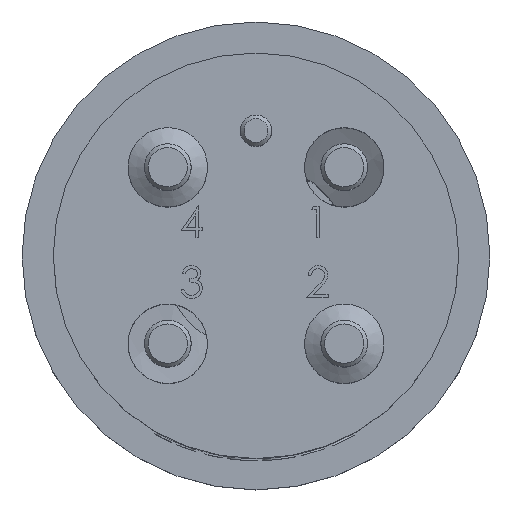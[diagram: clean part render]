
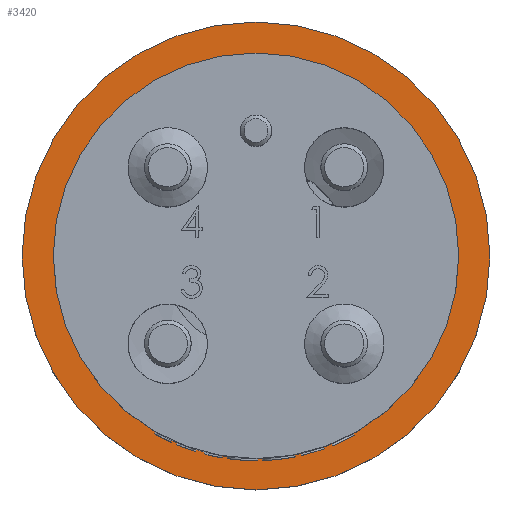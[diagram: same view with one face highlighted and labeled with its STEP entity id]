
A CAD part, top view. The second image highlights one B-rep face of the part: STEP entity #3420.
In plain terms, the highlighted planar face has unit normal (0, 0, 1).
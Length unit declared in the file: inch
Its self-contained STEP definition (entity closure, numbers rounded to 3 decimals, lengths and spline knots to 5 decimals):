
#38=FACE_BOUND('',#790,.T.);
#372=CIRCLE('',#3625,0.9375);
#373=CIRCLE('',#3626,0.9375);
#374=CIRCLE('',#3627,0.8125);
#375=CIRCLE('',#3628,0.8125);
#592=FACE_OUTER_BOUND('',#789,.T.);
#789=EDGE_LOOP('',(#2887,#2888));
#790=EDGE_LOOP('',(#2889,#2890));
#1628=VERTEX_POINT('',#20806);
#1629=VERTEX_POINT('',#20807);
#1630=VERTEX_POINT('',#20810);
#1631=VERTEX_POINT('',#20811);
#2108=EDGE_CURVE('',#1628,#1629,#372,.T.);
#2109=EDGE_CURVE('',#1629,#1628,#373,.T.);
#2110=EDGE_CURVE('',#1630,#1631,#374,.T.);
#2111=EDGE_CURVE('',#1631,#1630,#375,.T.);
#2887=ORIENTED_EDGE('',*,*,#2108,.T.);
#2888=ORIENTED_EDGE('',*,*,#2109,.T.);
#2889=ORIENTED_EDGE('',*,*,#2110,.F.);
#2890=ORIENTED_EDGE('',*,*,#2111,.F.);
#3256=PLANE('',#3624);
#3420=ADVANCED_FACE('',(#592,#38),#3256,.F.);
#3624=AXIS2_PLACEMENT_3D('',#20805,#4229,#4230);
#3625=AXIS2_PLACEMENT_3D('',#20808,#4231,#4232);
#3626=AXIS2_PLACEMENT_3D('',#20809,#4233,#4234);
#3627=AXIS2_PLACEMENT_3D('',#20812,#4235,#4236);
#3628=AXIS2_PLACEMENT_3D('',#20813,#4237,#4238);
#4229=DIRECTION('center_axis',(0.,0.,-1.));
#4230=DIRECTION('ref_axis',(-1.,0.,0.));
#4231=DIRECTION('center_axis',(0.,0.,1.));
#4232=DIRECTION('ref_axis',(1.,0.,0.));
#4233=DIRECTION('center_axis',(0.,0.,1.));
#4234=DIRECTION('ref_axis',(1.,0.,0.));
#4235=DIRECTION('center_axis',(0.,0.,1.));
#4236=DIRECTION('ref_axis',(1.,0.,0.));
#4237=DIRECTION('center_axis',(0.,0.,1.));
#4238=DIRECTION('ref_axis',(1.,0.,0.));
#20805=CARTESIAN_POINT('Origin',(0.,0.8125,0.77063));
#20806=CARTESIAN_POINT('',(0.9375,0.,0.77063));
#20807=CARTESIAN_POINT('',(-0.9375,0.,0.77063));
#20808=CARTESIAN_POINT('Origin',(0.,0.,0.77063));
#20809=CARTESIAN_POINT('Origin',(0.,0.,0.77063));
#20810=CARTESIAN_POINT('',(0.8125,0.,0.77063));
#20811=CARTESIAN_POINT('',(-0.8125,0.,0.77063));
#20812=CARTESIAN_POINT('Origin',(0.,0.,0.77063));
#20813=CARTESIAN_POINT('Origin',(0.,0.,0.77063));
